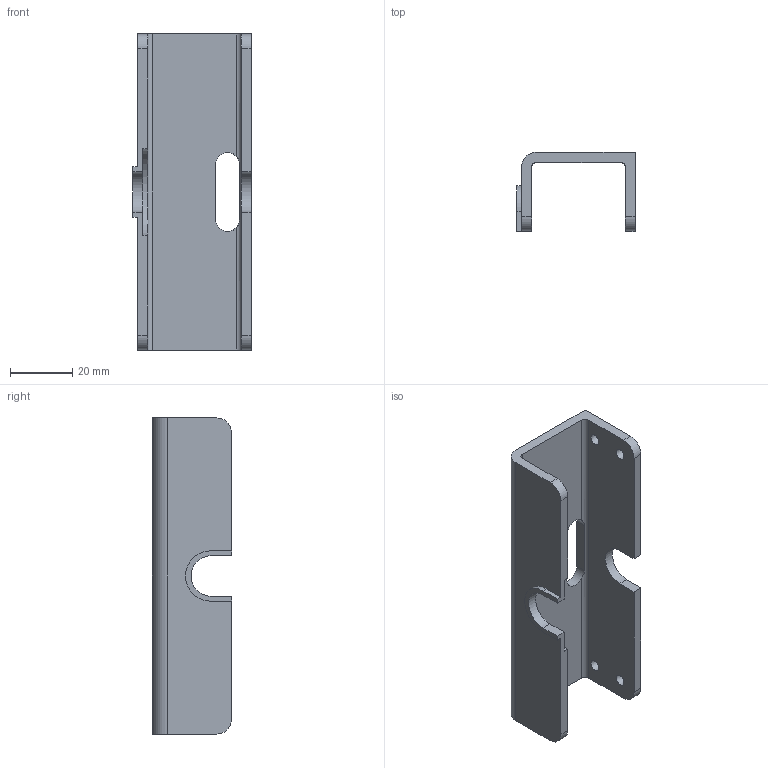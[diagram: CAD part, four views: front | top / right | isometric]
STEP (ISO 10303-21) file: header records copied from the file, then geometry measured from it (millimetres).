
FILE_DESCRIPTION(/* description */ (''),/* implementation_level */ '2;1');
FILE_NAME(/* name */ 'v5_Rail v3.step',/* time_stamp */ '2019-06-10T09:22:16-07:00',/* author */ (''),/* organization */ (''),/* preprocessor_version */ 'ST-DEVELOPER v18',/* originating_system */ 'Autodesk Translation Framework v8.2.0.1029',/* authorisation */ '');
FILE_SCHEMA (('AUTOMOTIVE_DESIGN { 1 0 10303 214 3 1 1 }'));
Length unit declared in the file: inch
Products named in the file (1): v5_Rail
Bounding box: 38.1 x 25.4 x 101.6 mm (x, y, z)
Volume: 23571.5 mm3; surface area: 16746.8 mm2
Topology: 1 solids, 1 shells, 41 faces, 120 edges, 80 vertices
Faces by surface type: plane 24, cylinder 17
Full cylindrical faces by diameter (mm): 3.572 x4
Entity records: 1429 total; most frequent: CARTESIAN_POINT 252, ORIENTED_EDGE 240, DIRECTION 236, EDGE_CURVE 120, LINE 84, VECTOR 84, VERTEX_POINT 80, AXIS2_PLACEMENT_3D 76
